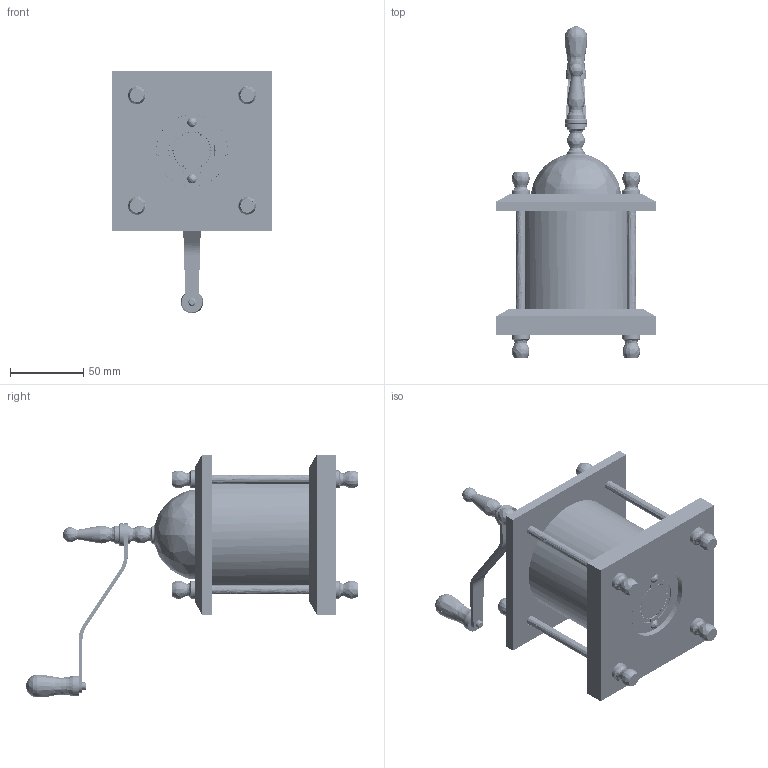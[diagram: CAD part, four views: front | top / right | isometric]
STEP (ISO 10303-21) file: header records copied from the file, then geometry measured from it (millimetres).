
FILE_DESCRIPTION(('FreeCAD Model'),'2;1');
FILE_NAME('Open CASCADE Shape Model','2025-05-09T13:24:49',('FreeCAD'),( 'FreeCAD'),'Open CASCADE STEP processor 7.6','FreeCAD','Unknown');
FILE_SCHEMA(('AUTOMOTIVE_DESIGN { 1 0 10303 214 1 1 1 1 }'));
Products named in the file (1): Open CASCADE STEP translator 7.6 1
Bounding box: 109.56 x 227.36 x 166.28 mm (x, y, z)
Surface area: 148984.9 mm2 (no closed solid volume)
Topology: 0 solids, 887 shells, 887 faces, 12587 edges, 12559 vertices
Faces by surface type: bspline 887
Entity records: 148038 total; most frequent: CARTESIAN_POINT 94458, ORIENTED_EDGE 12560, EDGE_CURVE 12560, VERTEX_POINT 12560, B_SPLINE_CURVE_WITH_KNOTS 11062, FACE_BOUND 947, EDGE_LOOP 947, SHELL_BASED_SURFACE_MODEL 887
